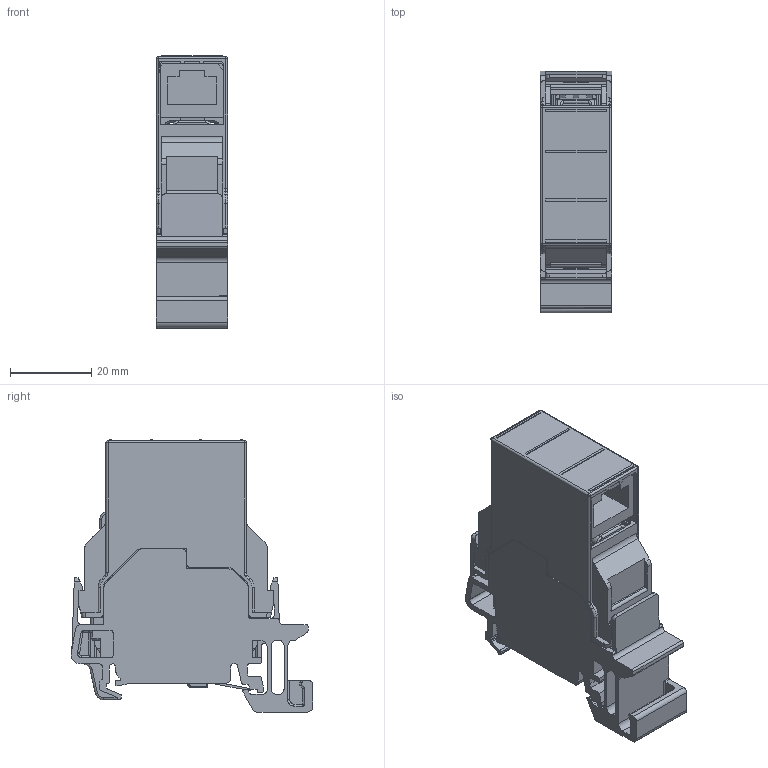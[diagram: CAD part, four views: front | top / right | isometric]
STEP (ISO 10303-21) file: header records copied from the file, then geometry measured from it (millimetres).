
FILE_DESCRIPTION(('CATIA V5 STEP Exchange','CAx-IF Rec.Pracs.--- Model Styling and Organization---1.5--- 2016-08-15','CAx-IF Rec.Pracs.---Supplemental Geometry---1.0---2011-11-01','CAx-IF Rec.Pracs.--- Composite Materials ---1.1---2010-07-15'),'2;1');
FILE_NAME ('033004-2_3', '2025-01-08T05:33:05+00:00', ('none'), ('Weidmueller'), 'CATIA Version 5-6 Release 2022 SP4 HF5', 'CATIA V5 STEP AP214 v3', 'none');
FILE_SCHEMA(('AUTOMOTIVE_DESIGN { 1 0 10303 214 1 1 1 1 }'));
Length unit declared in the file: millimetre
Products named in the file (1): 8946920000
Bounding box: 17.5 x 59.55 x 67.05 mm (x, y, z)
Volume: 30806 mm3; surface area: 31851.1 mm2
Topology: 1 solids, 1 shells, 1167 faces, 3332 edges, 2113 vertices
Faces by surface type: plane 719, cylinder 348, torus 48, cone 26, bspline 14, sphere 12
Entity records: 40967 total; most frequent: CARTESIAN_POINT 10830, ORIENTED_EDGE 6624, DIRECTION 5104, EDGE_CURVE 3312, VECTOR 2511, LINE 2511, VERTEX_POINT 2113, AXIS2_PLACEMENT_3D 1473
